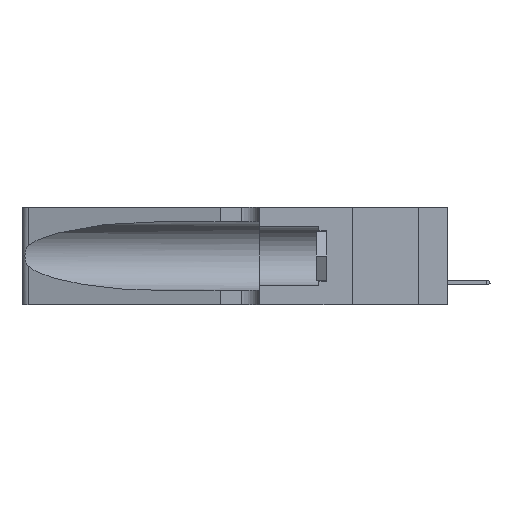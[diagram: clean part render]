
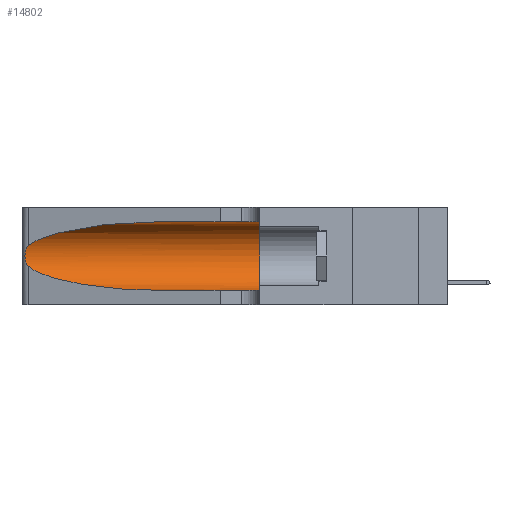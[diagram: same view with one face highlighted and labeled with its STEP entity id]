
A CAD part, left-side view. The second image highlights one B-rep face of the part: STEP entity #14802.
In plain terms, the highlighted cylindrical face has radius 3.308 mm (diameter 6.617 mm), a partial arc.
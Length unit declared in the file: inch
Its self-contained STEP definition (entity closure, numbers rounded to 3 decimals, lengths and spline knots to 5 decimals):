
#128 = CARTESIAN_POINT ( 'NONE',  ( 0.2373, 1.15595, 0.08982 ) ) ;
#304 = DIRECTION ( 'NONE',  ( 0., -1., 0. ) ) ;
#897 = CARTESIAN_POINT ( 'NONE',  ( 0.26075, 1.23896, 0.178 ) ) ;
#946 = VERTEX_POINT ( 'NONE', #6312 ) ;
#1149 = VERTEX_POINT ( 'NONE', #9972 ) ;
#3177 = DIRECTION ( 'NONE',  ( 0., 0., 1. ) ) ;
#3745 = CARTESIAN_POINT ( 'NONE',  ( 0.25555, 1.22993, 0.14849 ) ) ;
#4727 = CARTESIAN_POINT ( 'NONE',  ( 0.1305, 1.61858, 0.31525 ) ) ;
#5877 = CARTESIAN_POINT ( 'NONE',  ( 0.1305, 0.35, 0.185 ) ) ;
#5961 = VECTOR ( 'NONE', #20213, 39.37008 ) ;
#5966 = VERTEX_POINT ( 'NONE', #19794 ) ;
#6283 = CARTESIAN_POINT ( 'NONE',  ( 0.25487, 1.22718, 0.14631 ) ) ;
#6312 = CARTESIAN_POINT ( 'NONE',  ( 0.1305, 0.72297, 0.31525 ) ) ;
#6401 = CARTESIAN_POINT ( 'NONE',  ( 0.25487, 1.22718, 0.22369 ) ) ;
#7691 = VECTOR ( 'NONE', #304, 39.37008 ) ;
#8814 = EDGE_LOOP ( 'NONE', ( #19047, #20237, #23226, #18851, #14291, #11220 ) ) ;
#8889 = DIRECTION ( 'NONE',  ( 0., 0., -1. ) ) ;
#9972 = CARTESIAN_POINT ( 'NONE',  ( 0.25487, 1.22718, 0.22369 ) ) ;
#10492 = CARTESIAN_POINT ( 'NONE',  ( 0.18966, 0.96281, 0.05475 ) ) ;
#11167 = CARTESIAN_POINT ( 'NONE',  ( 0.25487, 1.22718, 0.14631 ) ) ;
#11220 = ORIENTED_EDGE ( 'NONE', *, *, #16883, .F. ) ;
#11497 = CARTESIAN_POINT ( 'NONE',  ( 0.26018, 1.23835, 0.19895 ) ) ;
#12189 = EDGE_CURVE ( 'NONE', #1149, #27933, #24881, .T. ) ;
#12941 =( BOUNDED_CURVE ( )  B_SPLINE_CURVE ( 3, ( #33340, #128, #10492, #18231 ),
 .UNSPECIFIED., .F., .F. ) 
 B_SPLINE_CURVE_WITH_KNOTS ( ( 4, 4 ),
 ( 3.44316, 4.71239 ),
 .UNSPECIFIED. ) 
 CURVE ( )  GEOMETRIC_REPRESENTATION_ITEM ( )  RATIONAL_B_SPLINE_CURVE ( ( 1., 0.87, 0.87, 1. ) ) 
 REPRESENTATION_ITEM ( '' )  );
#13412 = FACE_OUTER_BOUND ( 'NONE', #8814, .T. ) ;
#13811 = CYLINDRICAL_SURFACE ( 'NONE', #14633, 0.13025 ) ;
#13846 = CARTESIAN_POINT ( 'NONE',  ( 0.25856, 1.23593, 0.16098 ) ) ;
#13923 = CARTESIAN_POINT ( 'NONE',  ( 0.18966, 0.96281, 0.31525 ) ) ;
#14077 = CARTESIAN_POINT ( 'NONE',  ( 0.26017, 1.23833, 0.17102 ) ) ;
#14291 = ORIENTED_EDGE ( 'NONE', *, *, #14623, .F. ) ;
#14447 = VERTEX_POINT ( 'NONE', #14874 ) ;
#14623 = EDGE_CURVE ( 'NONE', #5966, #30702, #15837, .T. ) ;
#14633 = AXIS2_PLACEMENT_3D ( 'NONE', #29286, #19003, #8889 ) ;
#14802 = ADVANCED_FACE ( 'NONE', ( #13412 ), #13811, .F. ) ;
#14874 = CARTESIAN_POINT ( 'NONE',  ( 0.1305, 0.72297, 0.05475 ) ) ;
#15278 = AXIS2_PLACEMENT_3D ( 'NONE', #5877, #18560, #3177 ) ;
#15837 = CIRCLE ( 'NONE', #15278, 0.13025 ) ;
#16438 = CARTESIAN_POINT ( 'NONE',  ( 0.25639, 1.23186, 0.15144 ) ) ;
#16883 = EDGE_CURVE ( 'NONE', #946, #5966, #19205, .T. ) ;
#18231 = CARTESIAN_POINT ( 'NONE',  ( 0.1305, 0.72297, 0.05475 ) ) ;
#18560 = DIRECTION ( 'NONE',  ( 0., 1., 0. ) ) ;
#18785 = CARTESIAN_POINT ( 'NONE',  ( 0.25487, 1.22718, 0.22369 ) ) ;
#18851 = ORIENTED_EDGE ( 'NONE', *, *, #22257, .T. ) ;
#19003 = DIRECTION ( 'NONE',  ( 0., -1., 0. ) ) ;
#19047 = ORIENTED_EDGE ( 'NONE', *, *, #21855, .T. ) ;
#19125 = CARTESIAN_POINT ( 'NONE',  ( 0.25787, 1.23484, 0.2124 ) ) ;
#19205 = LINE ( 'NONE', #4727, #5961 ) ;
#19794 = CARTESIAN_POINT ( 'NONE',  ( 0.1305, 0.35, 0.31525 ) ) ;
#20213 = DIRECTION ( 'NONE',  ( 0., -1., 0. ) ) ;
#20237 = ORIENTED_EDGE ( 'NONE', *, *, #12189, .T. ) ;
#21855 = EDGE_CURVE ( 'NONE', #946, #1149, #27790, .T. ) ;
#22257 = EDGE_CURVE ( 'NONE', #14447, #30702, #29058, .T. ) ;
#23226 = ORIENTED_EDGE ( 'NONE', *, *, #32130, .T. ) ;
#24319 = CARTESIAN_POINT ( 'NONE',  ( 0.25639, 1.23184, 0.21858 ) ) ;
#24391 = CARTESIAN_POINT ( 'NONE',  ( 0.2373, 1.15595, 0.28018 ) ) ;
#24881 = B_SPLINE_CURVE_WITH_KNOTS ( 'NONE', 3,
 ( #18785, #29288, #24319, #19125, #26676, #11497, #29501, #897, #14077, #13846, #26460, #16438, #3745, #11167 ),
 .UNSPECIFIED., .F., .F.,
 ( 4, 2, 2, 2, 2, 2, 4 ),
 ( 0., 0.00027, 0.00053, 0.00107, 0.0016, 0.00187, 0.00214 ),
 .UNSPECIFIED. ) ;
#25942 = CARTESIAN_POINT ( 'NONE',  ( 0.1305, 1.61858, 0.05475 ) ) ;
#26460 = CARTESIAN_POINT ( 'NONE',  ( 0.25789, 1.23486, 0.15765 ) ) ;
#26676 = CARTESIAN_POINT ( 'NONE',  ( 0.25854, 1.2359, 0.20912 ) ) ;
#27790 =( BOUNDED_CURVE ( )  B_SPLINE_CURVE ( 3, ( #29128, #13923, #24391, #6401 ),
 .UNSPECIFIED., .F., .F. ) 
 B_SPLINE_CURVE_WITH_KNOTS ( ( 4, 4 ),
 ( 1.5708, 2.84003 ),
 .UNSPECIFIED. ) 
 CURVE ( )  GEOMETRIC_REPRESENTATION_ITEM ( )  RATIONAL_B_SPLINE_CURVE ( ( 1., 0.87, 0.87, 1. ) ) 
 REPRESENTATION_ITEM ( '' )  );
#27933 = VERTEX_POINT ( 'NONE', #6283 ) ;
#29058 = LINE ( 'NONE', #25942, #7691 ) ;
#29128 = CARTESIAN_POINT ( 'NONE',  ( 0.1305, 0.72297, 0.31525 ) ) ;
#29286 = CARTESIAN_POINT ( 'NONE',  ( 0.1305, 1.61858, 0.185 ) ) ;
#29288 = CARTESIAN_POINT ( 'NONE',  ( 0.25555, 1.22994, 0.2215 ) ) ;
#29501 = CARTESIAN_POINT ( 'NONE',  ( 0.26075, 1.23896, 0.19203 ) ) ;
#30443 = CARTESIAN_POINT ( 'NONE',  ( 0.1305, 0.35, 0.05475 ) ) ;
#30702 = VERTEX_POINT ( 'NONE', #30443 ) ;
#32130 = EDGE_CURVE ( 'NONE', #27933, #14447, #12941, .T. ) ;
#33340 = CARTESIAN_POINT ( 'NONE',  ( 0.25487, 1.22718, 0.14631 ) ) ;
